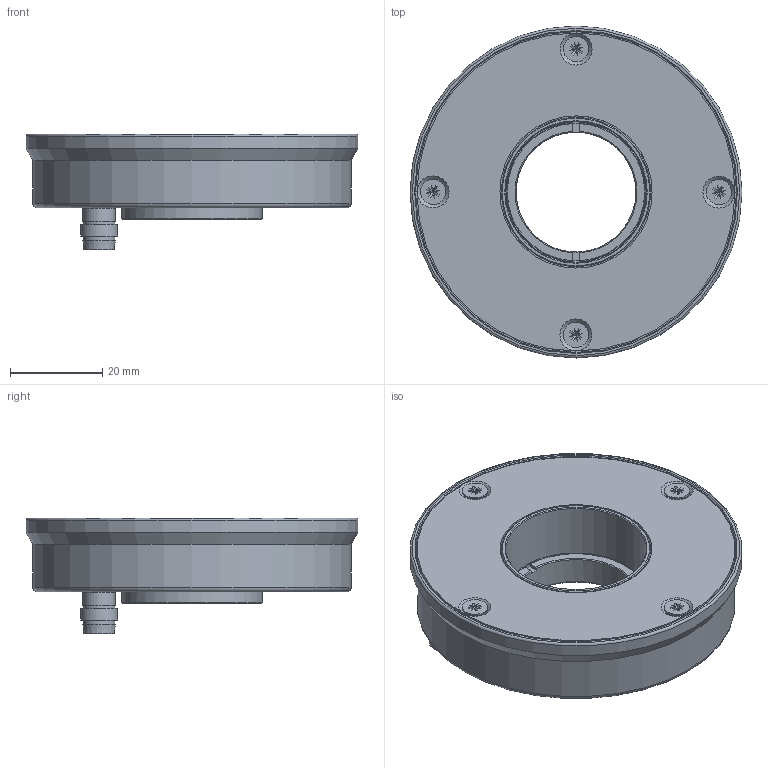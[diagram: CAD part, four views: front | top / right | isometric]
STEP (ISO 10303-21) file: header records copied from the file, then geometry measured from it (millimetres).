
FILE_DESCRIPTION(/* description */ ('Unknown'),/* implementation_level */ '2;1');
FILE_NAME(/* name */ 'Model RL-65-M30_REV',/* time_stamp */ '2021-05-19T10:55:24+02:00',/* author */ ('Unknown'),/* organization */ ('Unknown'),/* preprocessor_version */ 'ST-DEVELOPER v16.7',/* originating_system */ 'DEX',/* authorisation */ $);
FILE_SCHEMA (('AUTOMOTIVE_DESIGN {1 0 10303 214 3 1 1}'));
Length unit declared in the file: millimetre
Products named in the file (6): Model RL-65-M30; Tìleso RL-65-M30_zak; Plexi RL-65_zak; Kroužek M30,5_zak; Konektor M8-MD4; Screw_DIN_EN_ISO_7046_2_M3x12_Z2_v12.00
Assembly tree (8 placements, depth 2):
  Model RL-65-M30
    Tìleso RL-65-M30_zak
    Plexi RL-65_zak
    Kroužek M30,5_zak
    Konektor M8-MD4
    Screw_DIN_EN_ISO_7046_2_M3x12_Z2_v12.00  x4
Bounding box: 72 x 72 x 25.1 mm (x, y, z)
Volume: 45923.3 mm3; surface area: 25210.6 mm2
Topology: 8 solids, 8 shells, 407 faces, 897 edges, 544 vertices
Faces by surface type: plane 218, cylinder 106, cone 68, torus 15
Full cylindrical faces by diameter (mm): 0.7 x4, 1 x6, 1.002 x2, 2.459 x4, 3 x8, 3.2 x4, 5.5 x4, 5.6 x4, 5.8 x2, 5.9 x1, 6.2 x1, 6.8 x1, 6.804 x1, 7 x1, 8 x1, 26 x1, 29.8 x1, 30.5 x2, 32.4 x1, 33 x1, 35.8 x1, 42.2 x1, 69 x2, 69.6 x1, 72 x1
Entity records: 9334 total; most frequent: DIRECTION 1378, CARTESIAN_POINT 1199, ORIENTED_EDGE 1062, AXIS2_PLACEMENT_3D 557, EDGE_CURVE 531, EDGE_LOOP 421, FACE_BOUND 421, VERTEX_POINT 378
